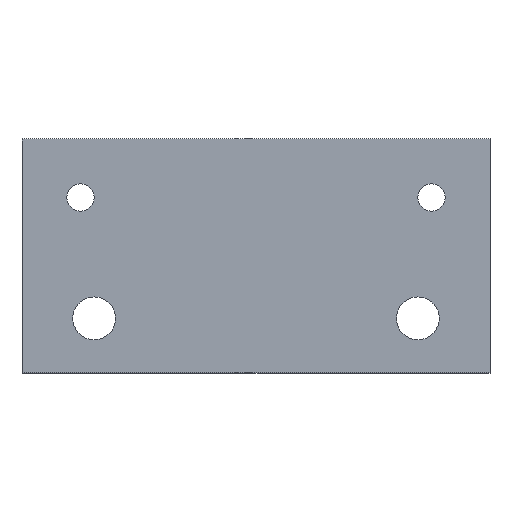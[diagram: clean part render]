
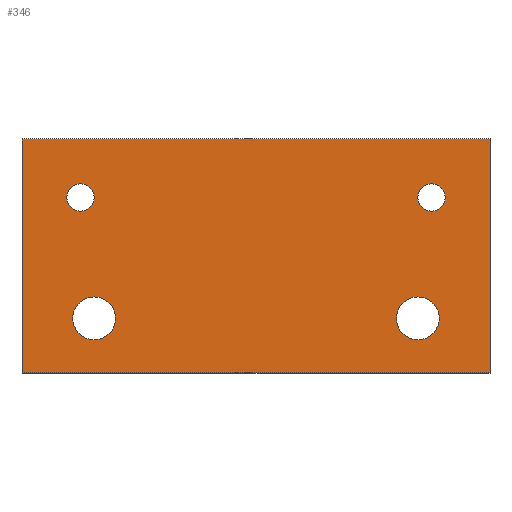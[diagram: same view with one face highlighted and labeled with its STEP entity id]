
A CAD part, top view. The second image highlights one B-rep face of the part: STEP entity #346.
In plain terms, the highlighted planar face has unit normal (0, 0, 1).
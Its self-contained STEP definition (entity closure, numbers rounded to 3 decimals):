
#27=FACE_BOUND('',#79,.T.);
#28=FACE_BOUND('',#80,.T.);
#29=FACE_BOUND('',#81,.T.);
#30=FACE_BOUND('',#82,.T.);
#35=CIRCLE('',#376,1.75);
#36=CIRCLE('',#378,1.75);
#37=CIRCLE('',#380,2.75);
#38=CIRCLE('',#382,2.75);
#56=FACE_OUTER_BOUND('',#78,.T.);
#78=EDGE_LOOP('',(#307,#308,#309,#310));
#79=EDGE_LOOP('',(#311));
#80=EDGE_LOOP('',(#312));
#81=EDGE_LOOP('',(#313));
#82=EDGE_LOOP('',(#314));
#112=LINE('',#562,#148);
#114=LINE('',#566,#150);
#116=LINE('',#570,#152);
#118=LINE('',#573,#154);
#148=VECTOR('',#466,10.);
#150=VECTOR('',#470,10.);
#152=VECTOR('',#474,10.);
#154=VECTOR('',#478,10.);
#175=VERTEX_POINT('',#543);
#176=VERTEX_POINT('',#547);
#177=VERTEX_POINT('',#551);
#178=VERTEX_POINT('',#555);
#179=VERTEX_POINT('',#559);
#180=VERTEX_POINT('',#561);
#181=VERTEX_POINT('',#565);
#182=VERTEX_POINT('',#569);
#211=EDGE_CURVE('',#175,#175,#35,.T.);
#213=EDGE_CURVE('',#176,#176,#36,.T.);
#215=EDGE_CURVE('',#177,#177,#37,.T.);
#217=EDGE_CURVE('',#178,#178,#38,.T.);
#220=EDGE_CURVE('',#180,#179,#112,.T.);
#222=EDGE_CURVE('',#181,#180,#114,.T.);
#224=EDGE_CURVE('',#182,#181,#116,.T.);
#226=EDGE_CURVE('',#179,#182,#118,.T.);
#307=ORIENTED_EDGE('',*,*,#226,.T.);
#308=ORIENTED_EDGE('',*,*,#224,.T.);
#309=ORIENTED_EDGE('',*,*,#222,.T.);
#310=ORIENTED_EDGE('',*,*,#220,.T.);
#311=ORIENTED_EDGE('',*,*,#217,.T.);
#312=ORIENTED_EDGE('',*,*,#215,.T.);
#313=ORIENTED_EDGE('',*,*,#213,.T.);
#314=ORIENTED_EDGE('',*,*,#211,.T.);
#328=PLANE('',#387);
#346=ADVANCED_FACE('',(#56,#27,#28,#29,#30),#328,.T.);
#376=AXIS2_PLACEMENT_3D('',#544,#445,#446);
#378=AXIS2_PLACEMENT_3D('',#548,#450,#451);
#380=AXIS2_PLACEMENT_3D('',#552,#455,#456);
#382=AXIS2_PLACEMENT_3D('',#556,#460,#461);
#387=AXIS2_PLACEMENT_3D('',#574,#479,#480);
#445=DIRECTION('center_axis',(0.,0.,-1.));
#446=DIRECTION('ref_axis',(1.,0.,0.));
#450=DIRECTION('center_axis',(0.,0.,-1.));
#451=DIRECTION('ref_axis',(1.,0.,0.));
#455=DIRECTION('center_axis',(0.,0.,-1.));
#456=DIRECTION('ref_axis',(1.,0.,0.));
#460=DIRECTION('center_axis',(0.,0.,-1.));
#461=DIRECTION('ref_axis',(1.,0.,0.));
#466=DIRECTION('',(1.,0.,0.));
#470=DIRECTION('',(0.,-1.,0.));
#474=DIRECTION('',(-1.,0.,0.));
#478=DIRECTION('',(0.,1.,0.));
#479=DIRECTION('center_axis',(0.,0.,1.));
#480=DIRECTION('ref_axis',(1.,0.,0.));
#543=CARTESIAN_POINT('',(50.75,7.5,1.));
#544=CARTESIAN_POINT('Origin',(52.5,7.5,1.));
#547=CARTESIAN_POINT('',(5.75,7.5,1.));
#548=CARTESIAN_POINT('Origin',(7.5,7.5,1.));
#551=CARTESIAN_POINT('',(48.,-8.,1.));
#552=CARTESIAN_POINT('Origin',(50.75,-8.,1.));
#555=CARTESIAN_POINT('',(6.5,-8.,1.));
#556=CARTESIAN_POINT('Origin',(9.25,-8.,1.));
#559=CARTESIAN_POINT('',(60.,-15.,1.));
#561=CARTESIAN_POINT('',(0.,-15.,1.));
#562=CARTESIAN_POINT('',(0.,-15.,1.));
#565=CARTESIAN_POINT('',(0.,15.,1.));
#566=CARTESIAN_POINT('',(0.,15.,1.));
#569=CARTESIAN_POINT('',(60.,15.,1.));
#570=CARTESIAN_POINT('',(60.,15.,1.));
#573=CARTESIAN_POINT('',(60.,-15.,1.));
#574=CARTESIAN_POINT('Origin',(30.,0.,1.));
